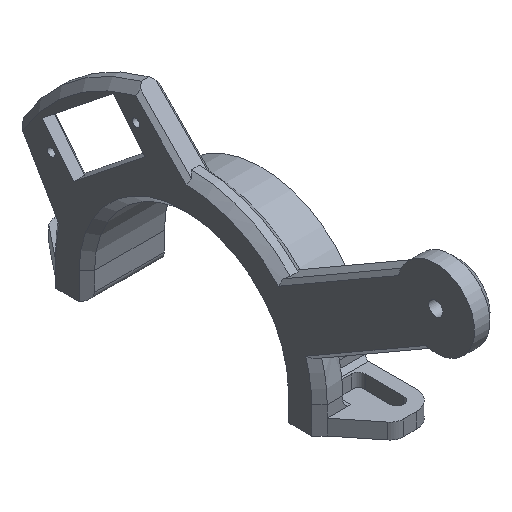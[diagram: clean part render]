
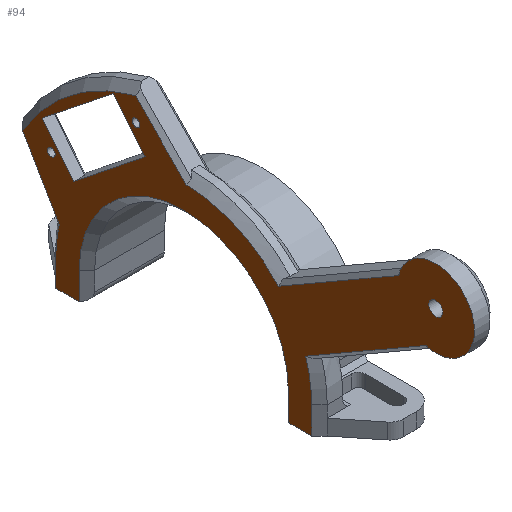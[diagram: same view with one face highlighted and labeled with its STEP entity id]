
A CAD part, isometric view. The second image highlights one B-rep face of the part: STEP entity #94.
In plain terms, the highlighted planar face has unit normal (-1, 0, 0).
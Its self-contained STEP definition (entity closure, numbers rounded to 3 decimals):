
#94=ADVANCED_FACE('',(#441,#443,#445,#447,#449),#451,.T.);
#441=FACE_BOUND('',#442,.T.);
#442=EDGE_LOOP('',(#1217,#1218,#1219,#1220,#1221,#1222,#1223,#1224,#1225,#1226,#1227,
#1228,#1229,#1230,#1231,#1232,#1233,#1234));
#443=FACE_BOUND('',#444,.T.);
#444=EDGE_LOOP('',(#1235));
#445=FACE_BOUND('',#446,.T.);
#446=EDGE_LOOP('',(#1236));
#447=FACE_BOUND('',#448,.T.);
#448=EDGE_LOOP('',(#1237));
#449=FACE_BOUND('',#450,.T.);
#450=EDGE_LOOP('',(#1238,#1239,#1240,#1241));
#451=PLANE('',#452);
#452=AXIS2_PLACEMENT_3D('',#453,#454,#455);
#453=CARTESIAN_POINT('',(-52.3,0.,0.));
#454=DIRECTION('',(-1.,0.,0.));
#455=DIRECTION('',(0.,-1.,0.));
#1217=ORIENTED_EDGE('',*,*,#1751,.T.);
#1218=ORIENTED_EDGE('',*,*,#1752,.T.);
#1219=ORIENTED_EDGE('',*,*,#1753,.T.);
#1220=ORIENTED_EDGE('',*,*,#1754,.T.);
#1221=ORIENTED_EDGE('',*,*,#1755,.T.);
#1222=ORIENTED_EDGE('',*,*,#1611,.T.);
#1223=ORIENTED_EDGE('',*,*,#1606,.F.);
#1224=ORIENTED_EDGE('',*,*,#1756,.T.);
#1225=ORIENTED_EDGE('',*,*,#1757,.T.);
#1226=ORIENTED_EDGE('',*,*,#1758,.T.);
#1227=ORIENTED_EDGE('',*,*,#1597,.F.);
#1228=ORIENTED_EDGE('',*,*,#1668,.T.);
#1229=ORIENTED_EDGE('',*,*,#1759,.T.);
#1230=ORIENTED_EDGE('',*,*,#1760,.T.);
#1231=ORIENTED_EDGE('',*,*,#1761,.T.);
#1232=ORIENTED_EDGE('',*,*,#1762,.T.);
#1233=ORIENTED_EDGE('',*,*,#1763,.T.);
#1234=ORIENTED_EDGE('',*,*,#1764,.T.);
#1235=ORIENTED_EDGE('',*,*,#1765,.T.);
#1236=ORIENTED_EDGE('',*,*,#1766,.T.);
#1237=ORIENTED_EDGE('',*,*,#1750,.T.);
#1238=ORIENTED_EDGE('',*,*,#1712,.T.);
#1239=ORIENTED_EDGE('',*,*,#1767,.T.);
#1240=ORIENTED_EDGE('',*,*,#1768,.T.);
#1241=ORIENTED_EDGE('',*,*,#1769,.T.);
#1597=EDGE_CURVE('',#1963,#1965,#1966,.F.);
#1606=EDGE_CURVE('',#1977,#1979,#1980,.F.);
#1611=EDGE_CURVE('',#1988,#1979,#1989,.T.);
#1668=EDGE_CURVE('',#1963,#2094,#2096,.T.);
#1712=EDGE_CURVE('',#2172,#2170,#2173,.F.);
#1750=EDGE_CURVE('',#2232,#2232,#2233,.F.);
#1751=EDGE_CURVE('',#2234,#2235,#2236,.T.);
#1752=EDGE_CURVE('',#2235,#2237,#2238,.T.);
#1753=EDGE_CURVE('',#2237,#2239,#2240,.T.);
#1754=EDGE_CURVE('',#2239,#2241,#2242,.T.);
#1755=EDGE_CURVE('',#2241,#1988,#2243,.T.);
#1756=EDGE_CURVE('',#1977,#2244,#2245,.T.);
#1757=EDGE_CURVE('',#2244,#2246,#2247,.T.);
#1758=EDGE_CURVE('',#2246,#1965,#2248,.T.);
#1759=EDGE_CURVE('',#2094,#2249,#2250,.T.);
#1760=EDGE_CURVE('',#2249,#2251,#2252,.T.);
#1761=EDGE_CURVE('',#2251,#2253,#2254,.T.);
#1762=EDGE_CURVE('',#2253,#2255,#2256,.T.);
#1763=EDGE_CURVE('',#2255,#2257,#2258,.T.);
#1764=EDGE_CURVE('',#2257,#2234,#2259,.T.);
#1765=EDGE_CURVE('',#2260,#2260,#2261,.F.);
#1766=EDGE_CURVE('',#2262,#2262,#2263,.F.);
#1767=EDGE_CURVE('',#2170,#2264,#2265,.T.);
#1768=EDGE_CURVE('',#2264,#2266,#2267,.F.);
#1769=EDGE_CURVE('',#2266,#2172,#2268,.T.);
#1963=VERTEX_POINT('',#2623);
#1965=VERTEX_POINT('',#2627);
#1966=CIRCLE('',#2628,2.121);
#1977=VERTEX_POINT('',#2658);
#1979=VERTEX_POINT('',#2663);
#1980=CIRCLE('',#2664,2.121);
#1988=VERTEX_POINT('',#2685);
#1989=LINE('',#2686,#2687);
#2094=VERTEX_POINT('',#2925);
#2096=LINE('',#2929,#2930);
#2170=VERTEX_POINT('',#3260);
#2172=VERTEX_POINT('',#3264);
#2173=LINE('',#3265,#3266);
#2232=VERTEX_POINT('',#3571);
#2233=CIRCLE('',#3572,1.8);
#2234=VERTEX_POINT('',#3576);
#2235=VERTEX_POINT('',#3577);
#2236=LINE('',#3578,#3579);
#2237=VERTEX_POINT('',#3581);
#2238=CIRCLE('',#3582,48.);
#2239=VERTEX_POINT('',#3586);
#2240=LINE('',#3587,#3588);
#2241=VERTEX_POINT('',#3590);
#2242=CIRCLE('',#3591,33.);
#2243=LINE('',#3595,#3596);
#2244=VERTEX_POINT('',#3598);
#2245=LINE('',#3599,#3600);
#2246=VERTEX_POINT('',#3602);
#2247=CIRCLE('',#3603,27.);
#2248=LINE('',#3607,#3608);
#2249=VERTEX_POINT('',#3610);
#2250=LINE('',#3611,#3612);
#2251=VERTEX_POINT('',#3614);
#2252=CIRCLE('',#3615,33.);
#2253=VERTEX_POINT('',#3619);
#2254=LINE('',#3620,#3621);
#2255=VERTEX_POINT('',#3623);
#2256=CIRCLE('',#3624,10.);
#2257=VERTEX_POINT('',#3628);
#2258=LINE('',#3629,#3630);
#2259=CIRCLE('',#3632,33.);
#2260=VERTEX_POINT('',#3636);
#2261=CIRCLE('',#3637,1.);
#2262=VERTEX_POINT('',#3641);
#2263=CIRCLE('',#3642,1.);
#2264=VERTEX_POINT('',#3646);
#2265=LINE('',#3647,#3648);
#2266=VERTEX_POINT('',#3650);
#2267=LINE('',#3651,#3652);
#2268=LINE('',#3654,#3655);
#2623=CARTESIAN_POINT('',(-52.3,-27.121,0.));
#2627=CARTESIAN_POINT('',(-52.3,-27.,0.003));
#2628=AXIS2_PLACEMENT_3D('',#2629,#2630,#2631);
#2629=CARTESIAN_POINT('',(-52.3,-27.121,2.121));
#2630=DIRECTION('',(-1.,0.,0.));
#2631=DIRECTION('',(0.,0.057,-0.998));
#2658=CARTESIAN_POINT('',(-52.3,27.,0.003));
#2663=CARTESIAN_POINT('',(-52.3,27.121,0.));
#2664=AXIS2_PLACEMENT_3D('',#2665,#2666,#2667);
#2665=CARTESIAN_POINT('',(-52.3,27.121,2.121));
#2666=DIRECTION('',(-1.,0.,0.));
#2667=DIRECTION('',(0.,0.,-1.));
#2685=CARTESIAN_POINT('',(-52.3,33.,0.));
#2686=CARTESIAN_POINT('',(-52.3,33.,0.));
#2687=VECTOR('',#2688,1.);
#2688=DIRECTION('',(0.,-1.,0.));
#2925=CARTESIAN_POINT('',(-52.3,-33.,0.));
#2929=CARTESIAN_POINT('',(-52.3,-27.121,0.));
#2930=VECTOR('',#2931,1.);
#2931=DIRECTION('',(0.,-1.,0.));
#3260=CARTESIAN_POINT('',(-52.3,28.371,26.158));
#3264=CARTESIAN_POINT('',(-52.3,10.02,40.838));
#3265=CARTESIAN_POINT('',(-52.3,28.371,26.158));
#3266=VECTOR('',#3267,1.);
#3267=DIRECTION('',(0.,-0.781,0.625));
#3571=CARTESIAN_POINT('',(-52.3,-66.8,44.528));
#3572=AXIS2_PLACEMENT_3D('',#3573,#3574,#3575);
#3573=CARTESIAN_POINT('',(-52.3,-65.,44.528));
#3574=DIRECTION('',(-1.,0.,0.));
#3575=DIRECTION('',(0.,-1.,0.));
#3576=CARTESIAN_POINT('',(-52.3,-0.556,39.995));
#3577=CARTESIAN_POINT('',(-52.3,12.449,53.357));
#3578=CARTESIAN_POINT('',(-52.3,-0.556,39.995));
#3579=VECTOR('',#3580,1.);
#3580=DIRECTION('',(0.,0.697,0.717));
#3581=CARTESIAN_POINT('',(-52.3,41.569,31.));
#3582=AXIS2_PLACEMENT_3D('',#3583,#3584,#3585);
#3583=CARTESIAN_POINT('',(-52.3,0.,7.));
#3584=DIRECTION('',(-1.,0.,0.));
#3585=DIRECTION('',(0.,0.259,0.966));
#3586=CARTESIAN_POINT('',(-52.3,32.109,14.615));
#3587=CARTESIAN_POINT('',(-52.3,41.569,31.));
#3588=VECTOR('',#3589,1.);
#3589=DIRECTION('',(0.,-0.5,-0.866));
#3590=CARTESIAN_POINT('',(-52.3,33.,7.));
#3591=AXIS2_PLACEMENT_3D('',#3592,#3593,#3594);
#3592=CARTESIAN_POINT('',(-52.3,0.,7.));
#3593=DIRECTION('',(-1.,0.,0.));
#3594=DIRECTION('',(0.,0.973,0.231));
#3595=CARTESIAN_POINT('',(-52.3,33.,7.));
#3596=VECTOR('',#3597,1.);
#3597=DIRECTION('',(0.,0.,-1.));
#3598=CARTESIAN_POINT('',(-52.3,27.,7.));
#3599=CARTESIAN_POINT('',(-52.3,27.,0.003));
#3600=VECTOR('',#3601,1.);
#3601=DIRECTION('',(0.,0.,1.));
#3602=CARTESIAN_POINT('',(-52.3,-27.,7.));
#3603=AXIS2_PLACEMENT_3D('',#3604,#3605,#3606);
#3604=CARTESIAN_POINT('',(-52.3,0.,7.));
#3605=DIRECTION('',(1.,0.,0.));
#3606=DIRECTION('',(0.,1.,0.));
#3607=CARTESIAN_POINT('',(-52.3,-27.,7.));
#3608=VECTOR('',#3609,1.);
#3609=DIRECTION('',(0.,0.,-1.));
#3610=CARTESIAN_POINT('',(-52.3,-33.,7.));
#3611=CARTESIAN_POINT('',(-52.3,-33.,0.));
#3612=VECTOR('',#3613,1.);
#3613=DIRECTION('',(0.,0.,1.));
#3614=CARTESIAN_POINT('',(-52.3,-31.428,17.062));
#3615=AXIS2_PLACEMENT_3D('',#3616,#3617,#3618);
#3616=CARTESIAN_POINT('',(-52.3,0.,7.));
#3617=DIRECTION('',(-1.,0.,0.));
#3618=DIRECTION('',(0.,-1.,0.));
#3619=CARTESIAN_POINT('',(-52.3,-62.315,34.895));
#3620=CARTESIAN_POINT('',(-52.3,-31.428,17.062));
#3621=VECTOR('',#3622,1.);
#3622=DIRECTION('',(0.,-0.866,0.5));
#3623=CARTESIAN_POINT('',(-52.3,-55.315,47.019));
#3624=AXIS2_PLACEMENT_3D('',#3625,#3626,#3627);
#3625=CARTESIAN_POINT('',(-52.3,-65.,44.528));
#3626=DIRECTION('',(-1.,0.,0.));
#3627=DIRECTION('',(0.,0.268,-0.963));
#3628=CARTESIAN_POINT('',(-52.3,-24.428,29.187));
#3629=CARTESIAN_POINT('',(-52.3,-55.315,47.019));
#3630=VECTOR('',#3631,1.);
#3631=DIRECTION('',(0.,0.866,-0.5));
#3632=AXIS2_PLACEMENT_3D('',#3633,#3634,#3635);
#3633=CARTESIAN_POINT('',(-52.3,0.,7.));
#3634=DIRECTION('',(-1.,0.,0.));
#3635=DIRECTION('',(0.,-0.74,0.672));
#3636=CARTESIAN_POINT('',(-52.3,11.323,47.319));
#3637=AXIS2_PLACEMENT_3D('',#3638,#3639,#3640);
#3638=CARTESIAN_POINT('',(-52.3,12.323,47.319));
#3639=DIRECTION('',(-1.,0.,0.));
#3640=DIRECTION('',(0.,-1.,0.));
#3641=CARTESIAN_POINT('',(-52.3,33.188,29.829));
#3642=AXIS2_PLACEMENT_3D('',#3643,#3644,#3645);
#3643=CARTESIAN_POINT('',(-52.3,34.188,29.829));
#3644=DIRECTION('',(-1.,0.,0.));
#3645=DIRECTION('',(0.,-1.,0.));
#3646=CARTESIAN_POINT('',(-52.3,36.491,36.31));
#3647=CARTESIAN_POINT('',(-52.3,28.371,26.158));
#3648=VECTOR('',#3649,1.);
#3649=DIRECTION('',(0.,0.625,0.781));
#3650=CARTESIAN_POINT('',(-52.3,18.14,50.989));
#3651=CARTESIAN_POINT('',(-52.3,18.14,50.989));
#3652=VECTOR('',#3653,1.);
#3653=DIRECTION('',(0.,0.781,-0.625));
#3654=CARTESIAN_POINT('',(-52.3,18.14,50.989));
#3655=VECTOR('',#3656,1.);
#3656=DIRECTION('',(0.,-0.625,-0.781));
